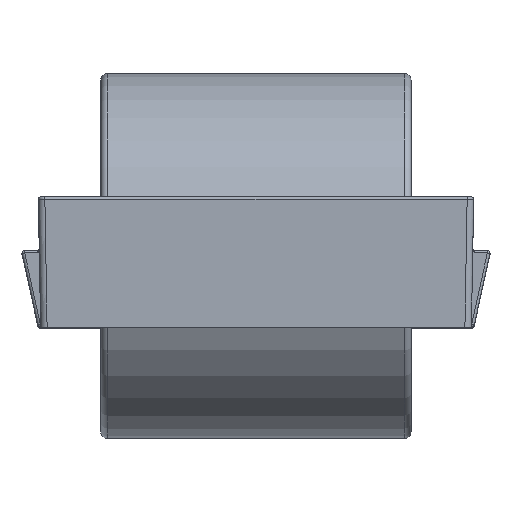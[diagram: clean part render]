
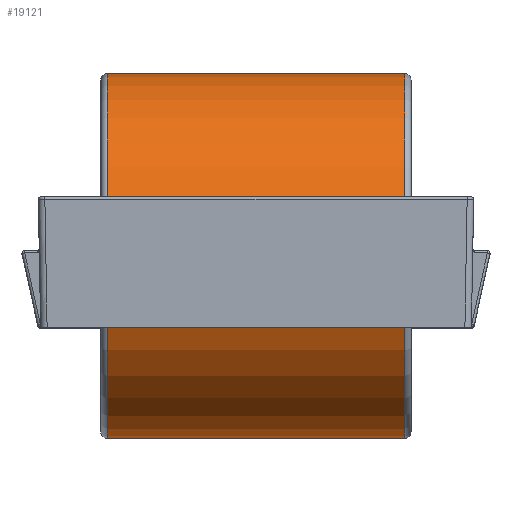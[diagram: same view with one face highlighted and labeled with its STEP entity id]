
A CAD part, top view. The second image highlights one B-rep face of the part: STEP entity #19121.
In plain terms, the highlighted cylindrical face has radius 14 mm (diameter 28 mm), a full revolution.
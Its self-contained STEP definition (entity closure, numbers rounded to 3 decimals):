
#697 = ORIENTED_EDGE ( 'NONE', *, *, #16936, .T. ) ;
#2147 = AXIS2_PLACEMENT_3D ( 'NONE', #22973, #3497, #25172 ) ;
#3087 = DIRECTION ( 'NONE',  ( 0., 0., -1. ) ) ;
#3497 = DIRECTION ( 'NONE',  ( 0., 0., -1. ) ) ;
#4952 = CIRCLE ( 'NONE', #8361, 14. ) ;
#4994 = VERTEX_POINT ( 'NONE', #17254 ) ;
#5590 = CARTESIAN_POINT ( 'NONE',  ( 0., 0., -11.4 ) ) ;
#7147 = CYLINDRICAL_SURFACE ( 'NONE', #2147, 14. ) ;
#8172 = DIRECTION ( 'NONE',  ( 1., 0., 0. ) ) ;
#8361 = AXIS2_PLACEMENT_3D ( 'NONE', #5590, #21208, #8172 ) ;
#10107 = VERTEX_POINT ( 'NONE', #21640 ) ;
#11763 = EDGE_LOOP ( 'NONE', ( #15304 ) ) ;
#13620 = FACE_OUTER_BOUND ( 'NONE', #11763, .T. ) ;
#15304 = ORIENTED_EDGE ( 'NONE', *, *, #21648, .T. ) ;
#15397 = AXIS2_PLACEMENT_3D ( 'NONE', #16110, #3087, #18306 ) ;
#16110 = CARTESIAN_POINT ( 'NONE',  ( 0., 0., 11.4 ) ) ;
#16936 = EDGE_CURVE ( 'NONE', #4994, #4994, #25997, .T. ) ;
#17254 = CARTESIAN_POINT ( 'NONE',  ( 14., 0., 11.4 ) ) ;
#18306 = DIRECTION ( 'NONE',  ( 1., 0., 0. ) ) ;
#19121 = ADVANCED_FACE ( 'NONE', ( #13620, #26557 ), #7147, .T. ) ;
#21208 = DIRECTION ( 'NONE',  ( 0., 0., 1. ) ) ;
#21309 = EDGE_LOOP ( 'NONE', ( #697 ) ) ;
#21640 = CARTESIAN_POINT ( 'NONE',  ( 14., 0., -11.4 ) ) ;
#21648 = EDGE_CURVE ( 'NONE', #10107, #10107, #4952, .T. ) ;
#22973 = CARTESIAN_POINT ( 'NONE',  ( 0., 0., 11.9 ) ) ;
#25172 = DIRECTION ( 'NONE',  ( -1., 0., 0. ) ) ;
#25997 = CIRCLE ( 'NONE', #15397, 14. ) ;
#26557 = FACE_OUTER_BOUND ( 'NONE', #21309, .T. ) ;
